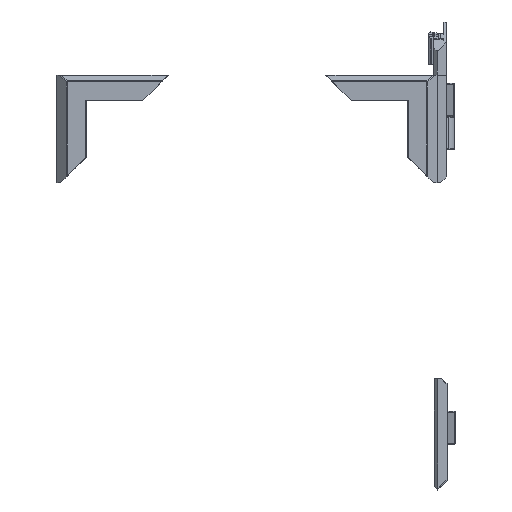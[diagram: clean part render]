
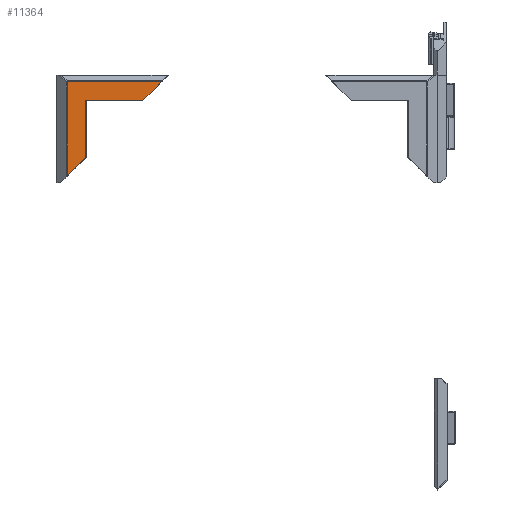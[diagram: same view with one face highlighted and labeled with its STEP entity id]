
A CAD part, left-side view. The second image highlights one B-rep face of the part: STEP entity #11364.
In plain terms, the highlighted face is planar.
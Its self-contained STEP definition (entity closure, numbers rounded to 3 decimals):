
#614=PLANE('',#12261);
#1196=FACE_OUTER_BOUND('',#1813,.T.);
#1813=EDGE_LOOP('',(#9946,#9947,#9948,#9949,#9950,#9951));
#2909=LINE('',#17763,#4314);
#2984=LINE('',#17921,#4389);
#3056=LINE('',#18082,#4461);
#3093=LINE('',#18161,#4498);
#3098=LINE('',#18171,#4503);
#3106=LINE('',#18191,#4511);
#4314=VECTOR('',#14368,10.);
#4389=VECTOR('',#14499,10.);
#4461=VECTOR('',#14643,10.);
#4498=VECTOR('',#14724,10.);
#4503=VECTOR('',#14733,10.);
#4511=VECTOR('',#14757,10.);
#5516=VERTEX_POINT('',#17760);
#5517=VERTEX_POINT('',#17762);
#5572=VERTEX_POINT('',#17919);
#5624=VERTEX_POINT('',#18079);
#5625=VERTEX_POINT('',#18081);
#5644=VERTEX_POINT('',#18158);
#6919=EDGE_CURVE('',#5516,#5517,#2909,.T.);
#7001=EDGE_CURVE('',#5572,#5516,#2984,.T.);
#7078=EDGE_CURVE('',#5625,#5624,#3056,.T.);
#7119=EDGE_CURVE('',#5624,#5644,#3093,.T.);
#7125=EDGE_CURVE('',#5517,#5644,#3098,.T.);
#7135=EDGE_CURVE('',#5625,#5572,#3106,.T.);
#9946=ORIENTED_EDGE('',*,*,#7135,.F.);
#9947=ORIENTED_EDGE('',*,*,#7078,.T.);
#9948=ORIENTED_EDGE('',*,*,#7119,.T.);
#9949=ORIENTED_EDGE('',*,*,#7125,.F.);
#9950=ORIENTED_EDGE('',*,*,#6919,.F.);
#9951=ORIENTED_EDGE('',*,*,#7001,.F.);
#11364=ADVANCED_FACE('',(#1196),#614,.F.);
#12261=AXIS2_PLACEMENT_3D('',#18192,#14758,#14759);
#14368=DIRECTION('',(0.,0.,-1.));
#14499=DIRECTION('',(-0.707,0.,0.707));
#14643=DIRECTION('',(1.,0.,0.));
#14724=DIRECTION('',(0.707,0.,-0.707));
#14733=DIRECTION('',(1.,0.,0.));
#14757=DIRECTION('',(0.,0.,1.));
#14758=DIRECTION('center_axis',(0.,-1.,0.));
#14759=DIRECTION('ref_axis',(1.,0.,0.));
#17760=CARTESIAN_POINT('',(-213.669,15.,-39.089));
#17762=CARTESIAN_POINT('',(-213.669,15.,-95.911));
#17763=CARTESIAN_POINT('',(-213.669,15.,-100.));
#17919=CARTESIAN_POINT('',(-202.507,15.,-50.25));
#17921=CARTESIAN_POINT('',(-200.568,15.,-52.189));
#18079=CARTESIAN_POINT('',(-168.007,15.,-84.75));
#18081=CARTESIAN_POINT('',(-202.507,15.,-84.75));
#18082=CARTESIAN_POINT('',(-217.757,15.,-84.75));
#18158=CARTESIAN_POINT('',(-156.846,15.,-95.911));
#18161=CARTESIAN_POINT('',(-169.947,15.,-82.811));
#18171=CARTESIAN_POINT('',(-215.879,15.,-95.911));
#18191=CARTESIAN_POINT('',(-202.507,15.,-100.));
#18192=CARTESIAN_POINT('Origin',(-214.,15.,-100.));
